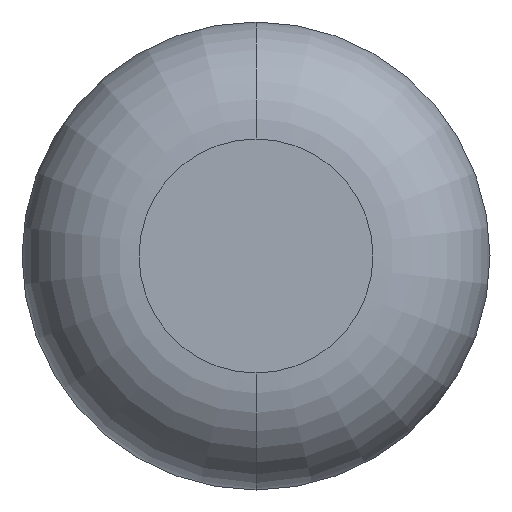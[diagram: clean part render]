
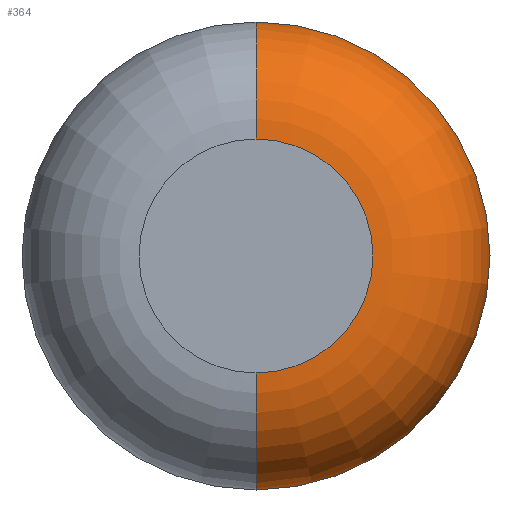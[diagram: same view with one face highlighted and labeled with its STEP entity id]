
A CAD part, front view. The second image highlights one B-rep face of the part: STEP entity #364.
In plain terms, the highlighted toroidal (fillet/blend) face has major radius 6.35 mm and minor radius 6.35 mm.
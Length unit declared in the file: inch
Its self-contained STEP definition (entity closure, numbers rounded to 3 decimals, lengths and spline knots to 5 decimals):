
#5 = DIRECTION ( 'NONE',  ( 1., 0., 0. ) ) ;
#18 = VERTEX_POINT ( 'NONE', #395 ) ;
#27 = FACE_OUTER_BOUND ( 'NONE', #268, .T. ) ;
#30 = DIRECTION ( 'NONE',  ( 0., -1., 0. ) ) ;
#53 = DIRECTION ( 'NONE',  ( 0., 0., 1. ) ) ;
#66 = CARTESIAN_POINT ( 'NONE',  ( 0., 0., -0.25 ) ) ;
#80 = ORIENTED_EDGE ( 'NONE', *, *, #217, .F. ) ;
#84 = DIRECTION ( 'NONE',  ( 0., -1., 0. ) ) ;
#85 = CIRCLE ( 'NONE', #159, 0.25 ) ;
#91 = ORIENTED_EDGE ( 'NONE', *, *, #246, .F. ) ;
#118 = DIRECTION ( 'NONE',  ( 0., -1., 0. ) ) ;
#143 = EDGE_CURVE ( 'NONE', #331, #18, #85, .T. ) ;
#158 = DIRECTION ( 'NONE',  ( 0., 0., -1. ) ) ;
#159 = AXIS2_PLACEMENT_3D ( 'NONE', #340, #5, #158 ) ;
#165 = CIRCLE ( 'NONE', #188, 0.25 ) ;
#188 = AXIS2_PLACEMENT_3D ( 'NONE', #349, #354, #53 ) ;
#190 = CIRCLE ( 'NONE', #297, 0.25 ) ;
#198 = AXIS2_PLACEMENT_3D ( 'NONE', #357, #30, #292 ) ;
#199 = ORIENTED_EDGE ( 'NONE', *, *, #336, .T. ) ;
#217 = EDGE_CURVE ( 'NONE', #323, #293, #165, .T. ) ;
#225 = CARTESIAN_POINT ( 'NONE',  ( 0., 0.25, 0. ) ) ;
#241 = AXIS2_PLACEMENT_3D ( 'NONE', #225, #118, #359 ) ;
#246 = EDGE_CURVE ( 'NONE', #293, #18, #190, .T. ) ;
#248 = CARTESIAN_POINT ( 'NONE',  ( 0., 0.25, -0.5 ) ) ;
#254 = CARTESIAN_POINT ( 'NONE',  ( 0., 0., 0. ) ) ;
#266 = DIRECTION ( 'NONE',  ( 0., 0., -1. ) ) ;
#268 = EDGE_LOOP ( 'NONE', ( #199, #362, #91, #80 ) ) ;
#292 = DIRECTION ( 'NONE',  ( 0., 0., -1. ) ) ;
#293 = VERTEX_POINT ( 'NONE', #66 ) ;
#297 = AXIS2_PLACEMENT_3D ( 'NONE', #254, #84, #266 ) ;
#323 = VERTEX_POINT ( 'NONE', #248 ) ;
#331 = VERTEX_POINT ( 'NONE', #344 ) ;
#336 = EDGE_CURVE ( 'NONE', #323, #331, #347, .T. ) ;
#340 = CARTESIAN_POINT ( 'NONE',  ( 0., 0.25, 0.25 ) ) ;
#344 = CARTESIAN_POINT ( 'NONE',  ( 0., 0.25, 0.5 ) ) ;
#347 = CIRCLE ( 'NONE', #241, 0.5 ) ;
#349 = CARTESIAN_POINT ( 'NONE',  ( 0., 0.25, -0.25 ) ) ;
#354 = DIRECTION ( 'NONE',  ( -1., 0., 0. ) ) ;
#357 = CARTESIAN_POINT ( 'NONE',  ( 0., 0.25, 0. ) ) ;
#359 = DIRECTION ( 'NONE',  ( 0., 0., -1. ) ) ;
#362 = ORIENTED_EDGE ( 'NONE', *, *, #143, .T. ) ;
#364 = ADVANCED_FACE ( 'NONE', ( #27 ), #380, .T. ) ;
#380 = TOROIDAL_SURFACE ( 'NONE', #198, 0.25, 0.25 ) ;
#395 = CARTESIAN_POINT ( 'NONE',  ( 0., 0., 0.25 ) ) ;
